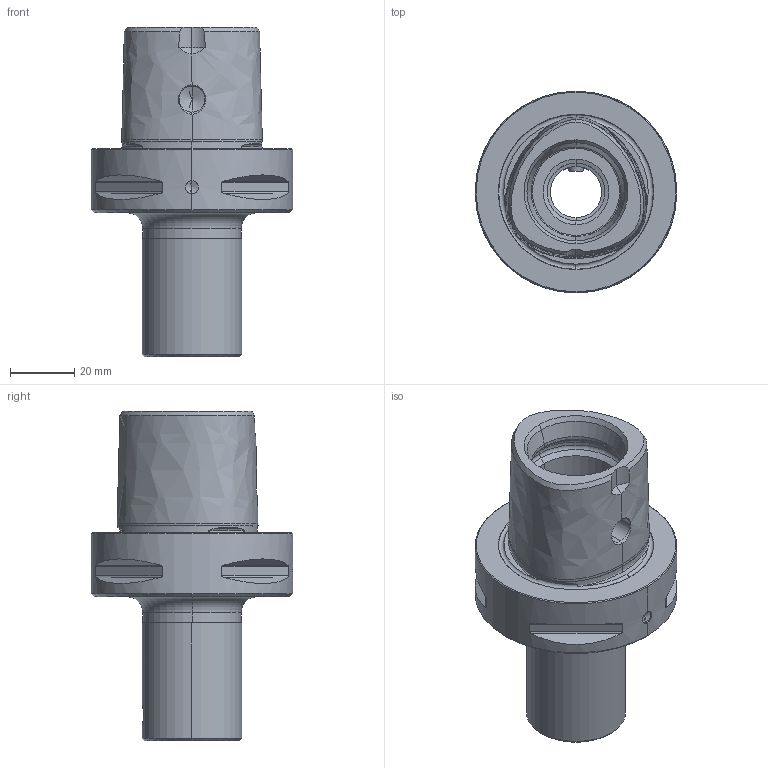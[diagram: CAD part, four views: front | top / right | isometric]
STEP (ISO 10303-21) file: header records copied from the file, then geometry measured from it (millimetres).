
FILE_DESCRIPTION(('no description'),'unknown implementation level');
FILE_NAME('FD1BE97C-976C-4FE1-A08E-FE4497138EB9_export.stp',' ',('CIMSOURCE GmbH'),('CADClick - KiM GmbH - www.kimweb.de'),'unknown preprocess','ACIS','unknown authorization');
FILE_SCHEMA(('automotive_design'));
Length unit declared in the file: millimetre
Products named in the file (2): 328.036 Kaiser C6 X CK3 X 65|690.433 Kaiser ETL M6 X 8,5 CK3_Standard;NONE; 328.036 Kaiser C6 X CK3 X 65|328.036 Kaiser C6 X CK3 X 65_Standard;NONE
Bounding box: 63 x 63 x 103 mm (x, y, z)
Volume: 112725 mm3; surface area: 26276.2 mm2
Topology: 2 solids, 2 shells, 176 faces, 409 edges, 239 vertices
Faces by surface type: cone 58, cylinder 50, plane 46, torus 14, bspline 8
Entity records: 15613 total; most frequent: CARTESIAN_POINT 7034, DIRECTION 834, STYLED_ITEM 820, PRESENTATION_STYLE_ASSIGNMENT 820, COLOUR_RGB 820, ORIENTED_EDGE 806, EDGE_CURVE 403, CURVE_STYLE 403
